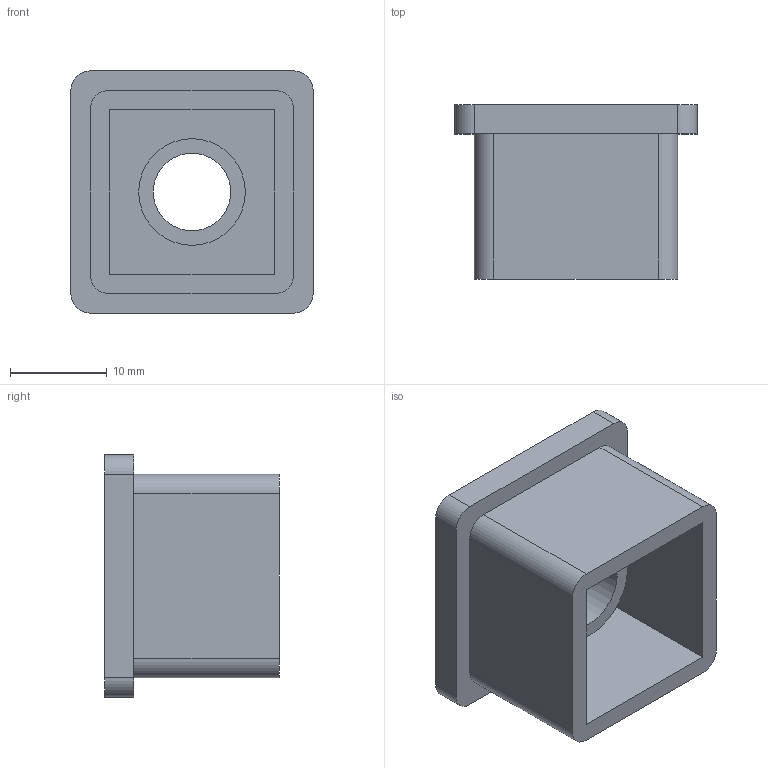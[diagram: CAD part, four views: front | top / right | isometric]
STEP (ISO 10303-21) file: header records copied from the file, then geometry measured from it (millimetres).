
FILE_DESCRIPTION(/* description */ (''),/* implementation_level */ '2;1');
FILE_NAME(/* name */ '43053.ipt.step',/* time_stamp */ '2022-07-18T12:51:51+02:00',/* author */ ('Abt. Technik'),/* organization */ (''),/* preprocessor_version */ 'ST-DEVELOPER v18.1',/* originating_system */ 'Autodesk Inventor 2022',/* authorisation */ '');
FILE_SCHEMA (('AUTOMOTIVE_DESIGN { 1 0 10303 214 3 1 1 }'));
Length unit declared in the file: millimetre
Products named in the file (1): 43053
Bounding box: 25 x 18 x 25 mm (x, y, z)
Volume: 4061.8 mm3; surface area: 4256.6 mm2
Topology: 1 solids, 1 shells, 27 faces, 66 edges, 44 vertices
Faces by surface type: plane 17, cylinder 10
Full cylindrical faces by diameter (mm): 8 x1, 11 x1
Entity records: 847 total; most frequent: DIRECTION 142, CARTESIAN_POINT 138, ORIENTED_EDGE 132, EDGE_CURVE 66, AXIS2_PLACEMENT_3D 48, LINE 46, VECTOR 46, VERTEX_POINT 44
